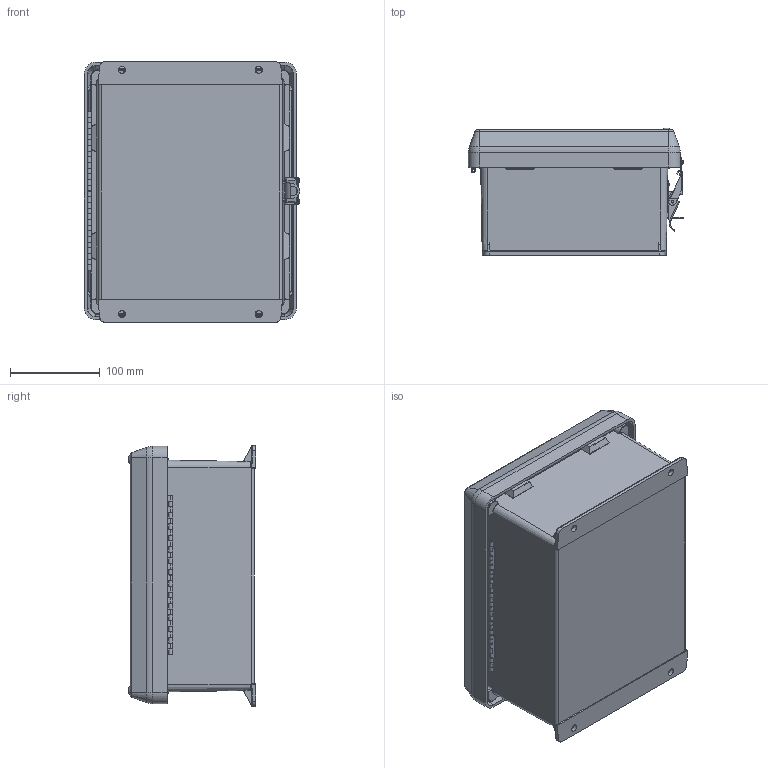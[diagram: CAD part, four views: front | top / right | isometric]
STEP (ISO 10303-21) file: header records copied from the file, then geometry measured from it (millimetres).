
FILE_DESCRIPTION (( 'STEP AP214' ), '1' );
FILE_NAME ('NBB100805-KIT01.STEP', '2018-02-12T19:41:02', ( '' ), ( '' ), 'SwSTEP 2.0', 'SolidWorks 2017', '' );
FILE_SCHEMA (( 'AUTOMOTIVE_DESIGN' ));
Length unit declared in the file: inch
Products named in the file (9): NBB100805_Box; NBB100805-KIT01; 10-32 NEMA PLATE SCREW; XFW-0002; 1BE04-033; NBB100805-DoorClasp-2; NBB100805-DoorClasp-1; NBB100805-Hinge; NBB100805_Lid
Assembly tree (15 placements, depth 2):
  NBB100805-KIT01
    NBB100805_Box
    NBB100805_Lid
    NBB100805-Hinge  x2
    NBB100805-DoorClasp-1
    NBB100805-DoorClasp-2
    1BE04-033
    XFW-0002  x4
    10-32 NEMA PLATE SCREW  x4
Bounding box: 240.54 x 142.05 x 291.44 mm (x, y, z)
Volume: 1412650.7 mm3; surface area: 824607.5 mm2
Topology: 18 solids, 18 shells, 1479 faces, 3801 edges, 2350 vertices
Faces by surface type: cylinder 589, plane 574, cone 146, bspline 60, torus 58, sphere 52
Full cylindrical faces by diameter (mm): 3.15 x2, 3.175 x8, 3.302 x8, 4.064 x2, 4.775 x2, 4.826 x4, 6.35 x4, 7.112 x4, 7.518 x4, 9.296 x4, 9.525 x4, 10.16 x4, 11.024 x1
Entity records: 33562 total; most frequent: CARTESIAN_POINT 7814, DIRECTION 5161, ORIENTED_EDGE 5036, EDGE_CURVE 2518, AXIS2_PLACEMENT_3D 1891, VERTEX_POINT 1632, VECTOR 1379, LINE 1379
